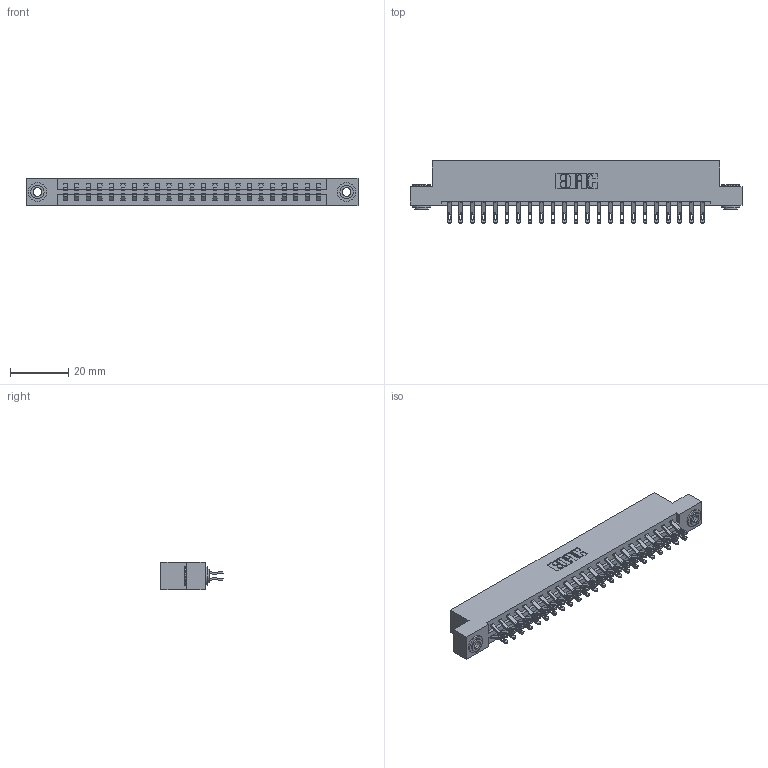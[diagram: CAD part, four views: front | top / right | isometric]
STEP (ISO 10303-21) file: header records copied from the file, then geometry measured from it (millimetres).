
FILE_DESCRIPTION (( 'STEP AP203' ), '1' );
FILE_NAME ('337-046-555-203.STEP', '2019-10-09T14:07:22', ( '' ), ( '' ), 'SwSTEP 2.0', 'SolidWorks 2016', '' );
FILE_SCHEMA (( 'CONFIG_CONTROL_DESIGN' ));
Length unit declared in the file: inch
Products named in the file (4): 345-292-001_555 Tail; 345-250-002_345-250-002-102; 337-046-555-203; 337 Part_Flush Mounting Lugs - 0.156 Dia-TH
Assembly tree (49 placements, depth 2):
  337-046-555-203
    337 Part_Flush Mounting Lugs - 0.156 Dia-TH
    345-292-001_555 Tail  x46
    345-250-002_345-250-002-102  x2
Bounding box: 114.15 x 21.47 x 9.4 mm (x, y, z)
Volume: 11929.7 mm3; surface area: 14029.2 mm2
Topology: 49 solids, 49 shells, 2912 faces, 9081 edges, 6050 vertices
Faces by surface type: plane 1736, cylinder 1168, cone 8
Entity records: 21266 total; most frequent: CARTESIAN_POINT 3607, ORIENTED_EDGE 3506, DIRECTION 3107, EDGE_CURVE 1753, VECTOR 1581, LINE 1581, VERTEX_POINT 1166, AXIS2_PLACEMENT_3D 763
